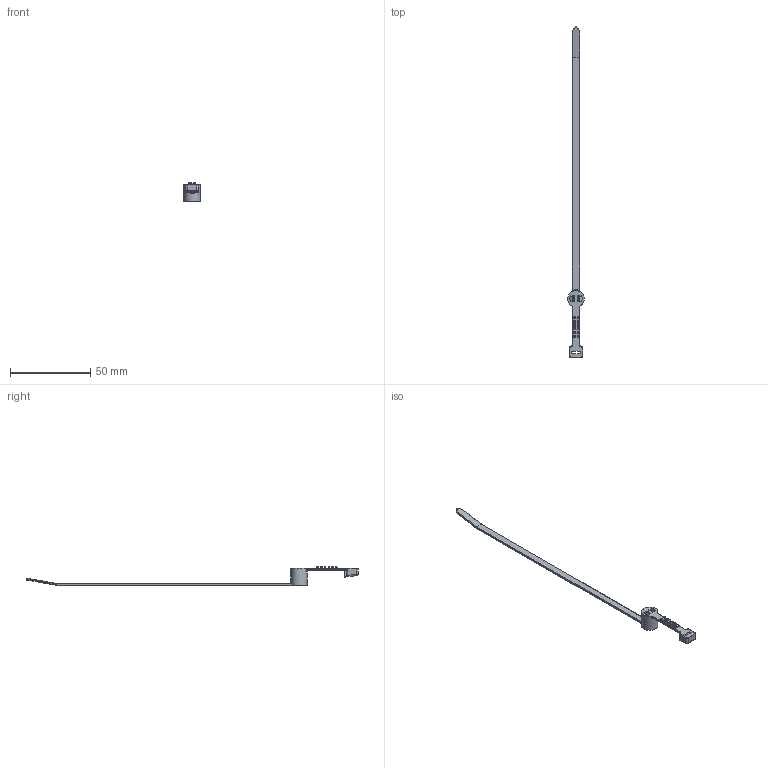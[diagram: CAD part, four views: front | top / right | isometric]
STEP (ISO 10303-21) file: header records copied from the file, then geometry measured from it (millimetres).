
FILE_DESCRIPTION(/* description */ (''),/* implementation_level */ '2;1');
FILE_NAME(/* name */ 'PLST50SC_3D.stp',/* time_stamp */ '2023-11-09T10:24:11-06:00',/* author */ (''),/* organization */ (''),/* preprocessor_version */ 'ST-DEVELOPER v16.7',/* originating_system */ 'SIEMENS PLM Software NX 1926',/* authorisation */ '');
FILE_SCHEMA (('AP203_CONFIGURATION_CONTROLLED_3D_DESIGN_OF_MECHANICAL_PARTS_AND_ASSEMBLIES_MIM_LF { 1 0 10303 403 2 1 2}'));
Length unit declared in the file: inch
Products named in the file (1): BWG15F8892Bv2mh
Bounding box: 10.16 x 206.76 x 11.81 mm (x, y, z)
Surface area: 3161.7 mm2 (no closed solid volume)
Topology: 0 solids, 1 shells, 325 faces, 795 edges, 448 vertices
Faces by surface type: cylinder 126, plane 87, bspline 62, torus 40, extrusion 8, cone 2
Full cylindrical faces by diameter (mm): 10.16 x1
Entity records: 10440 total; most frequent: CARTESIAN_POINT 3071, DIRECTION 1547, ORIENTED_EDGE 1534, EDGE_CURVE 767, AXIS2_PLACEMENT_3D 600, VERTEX_POINT 446, VECTOR 347, LINE 339
